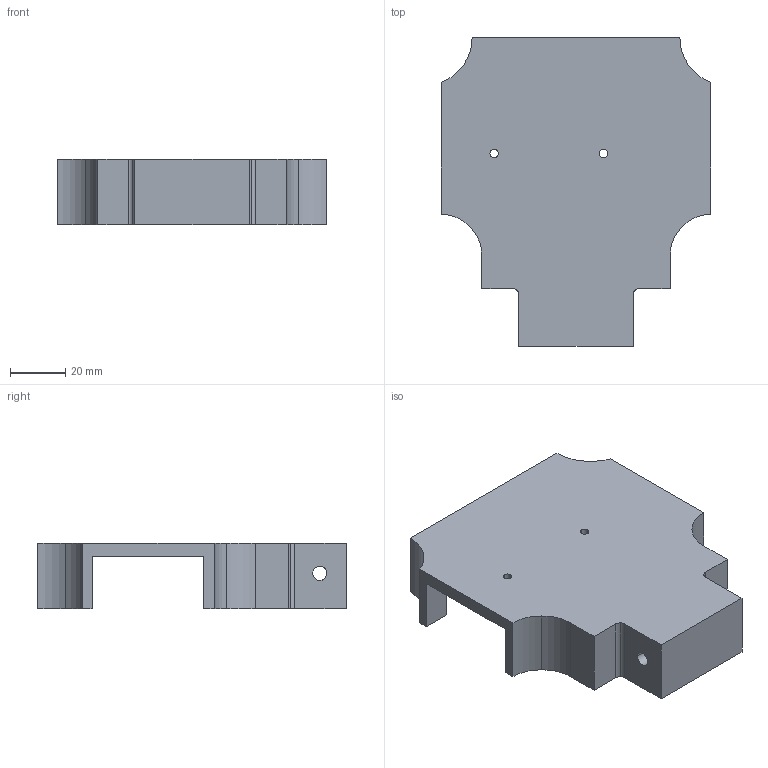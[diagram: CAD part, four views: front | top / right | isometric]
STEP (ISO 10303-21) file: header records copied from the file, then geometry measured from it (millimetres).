
FILE_DESCRIPTION(('STEP AP214'),'1');
FILE_NAME('tmp0.STEP','2020-11-16T16:42:00',(' '),(' '),'Spatial InterOp 3D',' ',' ');
FILE_SCHEMA(('automotive_design'));
Length unit declared in the file: millimetre
Products named in the file (1): 1
Bounding box: 97.47 x 111.36 x 23.81 mm (x, y, z)
Volume: 63011.1 mm3; surface area: 28597.8 mm2
Topology: 1 solids, 1 shells, 66 faces, 198 edges, 132 vertices
Faces by surface type: cylinder 36, plane 30
Entity records: 2826 total; most frequent: CARTESIAN_POINT 409, DIRECTION 400, ORIENTED_EDGE 396, EDGE_CURVE 198, AXIS2_PLACEMENT_3D 139, VERTEX_POINT 132, LINE 122, VECTOR 122
